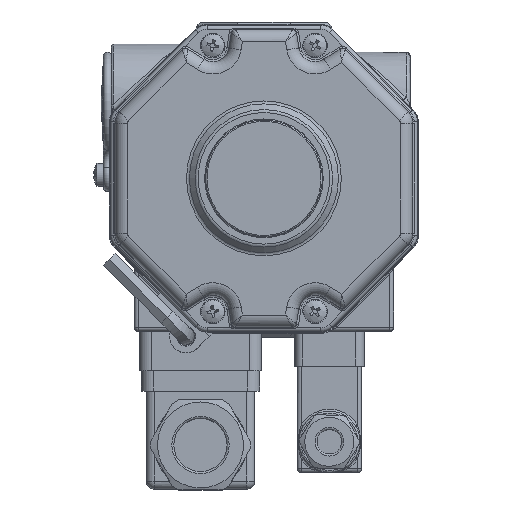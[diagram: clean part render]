
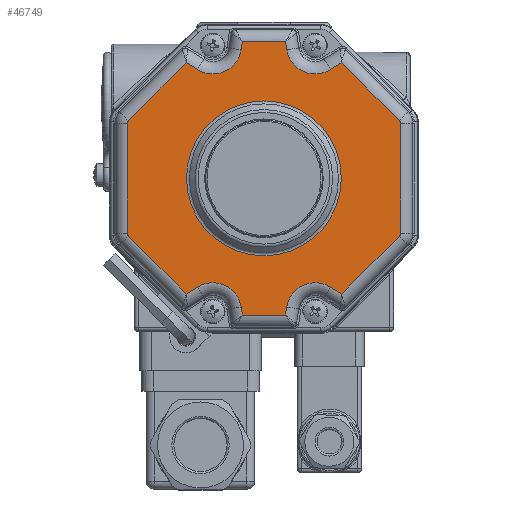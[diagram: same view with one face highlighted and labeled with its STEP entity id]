
A CAD part, top view. The second image highlights one B-rep face of the part: STEP entity #46749.
In plain terms, the highlighted face is planar.
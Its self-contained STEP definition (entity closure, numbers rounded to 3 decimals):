
#1620=PLANE('',#51180);
#3832=CIRCLE('',#51047,1.);
#3837=CIRCLE('',#51055,1.);
#3845=CIRCLE('',#51068,7.);
#3854=CIRCLE('',#51082,1.);
#3858=CIRCLE('',#51089,7.);
#3862=CIRCLE('',#51094,1.);
#3897=CIRCLE('',#51181,7.);
#3898=CIRCLE('',#51182,7.);
#3899=CIRCLE('',#51183,18.914);
#13682=ORIENTED_EDGE('',*,*,#20131,.T.);
#13683=ORIENTED_EDGE('',*,*,#20310,.T.);
#13684=ORIENTED_EDGE('',*,*,#20121,.T.);
#13685=ORIENTED_EDGE('',*,*,#20117,.T.);
#13686=ORIENTED_EDGE('',*,*,#20123,.T.);
#13687=ORIENTED_EDGE('',*,*,#20126,.T.);
#13688=ORIENTED_EDGE('',*,*,#20133,.T.);
#13689=ORIENTED_EDGE('',*,*,#20138,.T.);
#13690=ORIENTED_EDGE('',*,*,#20148,.T.);
#13691=ORIENTED_EDGE('',*,*,#20154,.T.);
#13692=ORIENTED_EDGE('',*,*,#20157,.T.);
#13693=ORIENTED_EDGE('',*,*,#20168,.T.);
#13694=ORIENTED_EDGE('',*,*,#20179,.T.);
#13695=ORIENTED_EDGE('',*,*,#20185,.T.);
#13696=ORIENTED_EDGE('',*,*,#20191,.T.);
#13697=ORIENTED_EDGE('',*,*,#20195,.T.);
#13698=ORIENTED_EDGE('',*,*,#20189,.T.);
#13699=ORIENTED_EDGE('',*,*,#20183,.T.);
#13700=ORIENTED_EDGE('',*,*,#20177,.T.);
#13701=ORIENTED_EDGE('',*,*,#20172,.T.);
#13702=ORIENTED_EDGE('',*,*,#20162,.T.);
#13703=ORIENTED_EDGE('',*,*,#20311,.T.);
#13704=ORIENTED_EDGE('',*,*,#20152,.T.);
#13705=ORIENTED_EDGE('',*,*,#20142,.T.);
#13706=ORIENTED_EDGE('',*,*,#20312,.T.);
#20117=EDGE_CURVE('',#24004,#24006,#26672,.T.);
#20121=EDGE_CURVE('',#24007,#24004,#26675,.T.);
#20123=EDGE_CURVE('',#24006,#24010,#3832,.T.);
#20126=EDGE_CURVE('',#24010,#24012,#26676,.T.);
#20131=EDGE_CURVE('',#24013,#24016,#26679,.T.);
#20133=EDGE_CURVE('',#24012,#24018,#3837,.T.);
#20138=EDGE_CURVE('',#24018,#24021,#26680,.T.);
#20142=EDGE_CURVE('',#24022,#24013,#26683,.T.);
#20148=EDGE_CURVE('',#24021,#24027,#26684,.T.);
#20152=EDGE_CURVE('',#24028,#24022,#26687,.T.);
#20154=EDGE_CURVE('',#24027,#24031,#3845,.T.);
#20157=EDGE_CURVE('',#24031,#24033,#26688,.T.);
#20162=EDGE_CURVE('',#24034,#24037,#26691,.T.);
#20168=EDGE_CURVE('',#24033,#24041,#26692,.T.);
#20172=EDGE_CURVE('',#24042,#24034,#26695,.T.);
#20177=EDGE_CURVE('',#24045,#24042,#3854,.T.);
#20179=EDGE_CURVE('',#24041,#24048,#26696,.T.);
#20183=EDGE_CURVE('',#24049,#24045,#26699,.T.);
#20185=EDGE_CURVE('',#24048,#24052,#3858,.T.);
#20189=EDGE_CURVE('',#24053,#24049,#3862,.T.);
#20191=EDGE_CURVE('',#24052,#24056,#26700,.T.);
#20195=EDGE_CURVE('',#24056,#24053,#26703,.T.);
#20310=EDGE_CURVE('',#24016,#24007,#3897,.T.);
#20311=EDGE_CURVE('',#24037,#24028,#3898,.T.);
#20312=EDGE_CURVE('',#24120,#24120,#3899,.T.);
#24004=VERTEX_POINT('',#80472);
#24006=VERTEX_POINT('',#80491);
#24007=VERTEX_POINT('',#80496);
#24010=VERTEX_POINT('',#80503);
#24012=VERTEX_POINT('',#80509);
#24013=VERTEX_POINT('',#80528);
#24016=VERTEX_POINT('',#80533);
#24018=VERTEX_POINT('',#80538);
#24021=VERTEX_POINT('',#80617);
#24022=VERTEX_POINT('',#80636);
#24027=VERTEX_POINT('',#80755);
#24028=VERTEX_POINT('',#80760);
#24031=VERTEX_POINT('',#80767);
#24033=VERTEX_POINT('',#80787);
#24034=VERTEX_POINT('',#80806);
#24037=VERTEX_POINT('',#80811);
#24041=VERTEX_POINT('',#80942);
#24042=VERTEX_POINT('',#80947);
#24045=VERTEX_POINT('',#81012);
#24048=VERTEX_POINT('',#81019);
#24049=VERTEX_POINT('',#81024);
#24052=VERTEX_POINT('',#81031);
#24053=VERTEX_POINT('',#81036);
#24056=VERTEX_POINT('',#81057);
#24120=VERTEX_POINT('',#81344);
#26672=LINE('',#80492,#29179);
#26675=LINE('',#80499,#29182);
#26676=LINE('',#80510,#29183);
#26679=LINE('',#80534,#29186);
#26680=LINE('',#80618,#29187);
#26683=LINE('',#80639,#29190);
#26684=LINE('',#80756,#29191);
#26687=LINE('',#80763,#29194);
#26688=LINE('',#80788,#29195);
#26691=LINE('',#80812,#29198);
#26692=LINE('',#80943,#29199);
#26695=LINE('',#80950,#29202);
#26696=LINE('',#81020,#29203);
#26699=LINE('',#81027,#29206);
#26700=LINE('',#81058,#29207);
#26703=LINE('',#81078,#29210);
#29179=VECTOR('',#61455,1000.);
#29182=VECTOR('',#61462,1000.);
#29183=VECTOR('',#61475,1000.);
#29186=VECTOR('',#61482,1000.);
#29187=VECTOR('',#61495,1000.);
#29190=VECTOR('',#61500,1000.);
#29191=VECTOR('',#61509,1000.);
#29194=VECTOR('',#61516,1000.);
#29195=VECTOR('',#61527,1000.);
#29198=VECTOR('',#61534,1000.);
#29199=VECTOR('',#61541,1000.);
#29202=VECTOR('',#61548,1000.);
#29203=VECTOR('',#61563,1000.);
#29206=VECTOR('',#61570,1000.);
#29207=VECTOR('',#61589,1000.);
#29210=VECTOR('',#61594,1000.);
#31928=EDGE_LOOP('',(#13682,#13683,#13684,#13685,#13686,#13687,#13688,#13689,
#13690,#13691,#13692,#13693,#13694,#13695,#13696,#13697,#13698,#13699,#13700,
#13701,#13702,#13703,#13704,#13705));
#31929=EDGE_LOOP('',(#13706));
#34773=FACE_BOUND('',#31928,.T.);
#34774=FACE_BOUND('',#31929,.T.);
#46749=ADVANCED_FACE('',(#34773,#34774),#1620,.T.);
#51047=AXIS2_PLACEMENT_3D('',#80504,#61467,#61468);
#51055=AXIS2_PLACEMENT_3D('',#80539,#61487,#61488);
#51068=AXIS2_PLACEMENT_3D('',#80768,#61521,#61522);
#51082=AXIS2_PLACEMENT_3D('',#81015,#61557,#61558);
#51089=AXIS2_PLACEMENT_3D('',#81032,#61575,#61576);
#51094=AXIS2_PLACEMENT_3D('',#81039,#61585,#61586);
#51180=AXIS2_PLACEMENT_3D('',#81340,#61841,#61842);
#51181=AXIS2_PLACEMENT_3D('',#81341,#61843,#61844);
#51182=AXIS2_PLACEMENT_3D('',#81342,#61845,#61846);
#51183=AXIS2_PLACEMENT_3D('',#81343,#61847,#61848);
#61455=DIRECTION('',(-0.707,0.,0.707));
#61462=DIRECTION('',(-0.844,0.,-0.536));
#61467=DIRECTION('',(0.,1.,0.));
#61468=DIRECTION('',(0.,0.,1.));
#61475=DIRECTION('',(0.,0.,1.));
#61482=DIRECTION('',(-0.156,0.,0.988));
#61487=DIRECTION('',(0.,1.,0.));
#61488=DIRECTION('',(0.,0.,1.));
#61495=DIRECTION('',(0.707,0.,0.707));
#61500=DIRECTION('',(-1.,0.,0.));
#61509=DIRECTION('',(0.844,0.,-0.536));
#61516=DIRECTION('',(-0.156,0.,-0.988));
#61521=DIRECTION('',(0.,-1.,0.));
#61522=DIRECTION('',(0.,0.,1.));
#61527=DIRECTION('',(0.156,0.,0.988));
#61534=DIRECTION('',(-0.844,0.,0.536));
#61541=DIRECTION('',(1.,0.,0.));
#61548=DIRECTION('',(-0.707,0.,-0.707));
#61557=DIRECTION('',(0.,1.,0.));
#61558=DIRECTION('',(0.,0.,1.));
#61563=DIRECTION('',(0.156,0.,-0.988));
#61570=DIRECTION('',(0.,0.,-1.));
#61575=DIRECTION('',(0.,-1.,0.));
#61576=DIRECTION('',(0.,0.,1.));
#61585=DIRECTION('',(0.,1.,0.));
#61586=DIRECTION('',(0.,0.,1.));
#61589=DIRECTION('',(0.844,0.,0.536));
#61594=DIRECTION('',(0.707,0.,-0.707));
#61841=DIRECTION('',(0.,1.,0.));
#61842=DIRECTION('',(0.,0.,1.));
#61843=DIRECTION('',(0.,-1.,0.));
#61844=DIRECTION('',(0.,0.,1.));
#61845=DIRECTION('',(0.,-1.,0.));
#61846=DIRECTION('',(0.,0.,1.));
#61847=DIRECTION('',(0.,-1.,0.));
#61848=DIRECTION('',(0.,0.,1.));
#80472=CARTESIAN_POINT('',(-18.939,26.,-28.296));
#80491=CARTESIAN_POINT('',(-33.107,26.,-14.128));
#80492=CARTESIAN_POINT('',(-33.107,26.,-14.128));
#80496=CARTESIAN_POINT('',(-16.251,26.,-26.59));
#80499=CARTESIAN_POINT('',(-20.292,26.,-29.154));
#80503=CARTESIAN_POINT('',(-33.4,26.,-13.421));
#80504=CARTESIAN_POINT('',(-32.4,26.,-13.421));
#80509=CARTESIAN_POINT('',(-33.4,26.,13.421));
#80510=CARTESIAN_POINT('',(-33.4,26.,13.421));
#80528=CARTESIAN_POINT('',(-5.27,26.,-33.4));
#80533=CARTESIAN_POINT('',(-5.586,26.,-31.405));
#80534=CARTESIAN_POINT('',(-10.302,26.,-1.632));
#80538=CARTESIAN_POINT('',(-33.107,26.,14.128));
#80539=CARTESIAN_POINT('',(-32.4,26.,13.421));
#80617=CARTESIAN_POINT('',(-18.939,26.,28.296));
#80618=CARTESIAN_POINT('',(-17.806,26.,29.429));
#80636=CARTESIAN_POINT('',(5.27,26.,-33.4));
#80639=CARTESIAN_POINT('',(-6.978,26.,-33.4));
#80755=CARTESIAN_POINT('',(-16.251,26.,26.59));
#80756=CARTESIAN_POINT('',(7.364,26.,11.603));
#80760=CARTESIAN_POINT('',(5.586,26.,-31.405));
#80763=CARTESIAN_POINT('',(5.003,26.,-35.087));
#80767=CARTESIAN_POINT('',(-5.586,26.,31.405));
#80768=CARTESIAN_POINT('',(-12.5,26.,32.5));
#80787=CARTESIAN_POINT('',(-5.27,26.,33.4));
#80788=CARTESIAN_POINT('',(-5.003,26.,35.087));
#80806=CARTESIAN_POINT('',(18.939,26.,-28.296));
#80811=CARTESIAN_POINT('',(16.251,26.,-26.59));
#80812=CARTESIAN_POINT('',(-7.364,26.,-11.603));
#80942=CARTESIAN_POINT('',(5.27,26.,33.4));
#80943=CARTESIAN_POINT('',(6.978,26.,33.4));
#80947=CARTESIAN_POINT('',(33.107,26.,-14.128));
#80950=CARTESIAN_POINT('',(17.806,26.,-29.429));
#81012=CARTESIAN_POINT('',(33.4,26.,-13.421));
#81015=CARTESIAN_POINT('',(32.4,26.,-13.421));
#81019=CARTESIAN_POINT('',(5.586,26.,31.405));
#81020=CARTESIAN_POINT('',(10.302,26.,1.632));
#81024=CARTESIAN_POINT('',(33.4,26.,13.421));
#81027=CARTESIAN_POINT('',(33.4,26.,-13.421));
#81031=CARTESIAN_POINT('',(16.251,26.,26.59));
#81032=CARTESIAN_POINT('',(12.5,26.,32.5));
#81036=CARTESIAN_POINT('',(33.107,26.,14.128));
#81039=CARTESIAN_POINT('',(32.4,26.,13.421));
#81057=CARTESIAN_POINT('',(18.939,26.,28.296));
#81058=CARTESIAN_POINT('',(20.292,26.,29.154));
#81078=CARTESIAN_POINT('',(33.107,26.,14.128));
#81340=CARTESIAN_POINT('',(0.,26.,0.));
#81341=CARTESIAN_POINT('',(-12.5,26.,-32.5));
#81342=CARTESIAN_POINT('',(12.5,26.,-32.5));
#81343=CARTESIAN_POINT('',(0.,26.,0.));
#81344=CARTESIAN_POINT('',(0.,26.,18.914));
